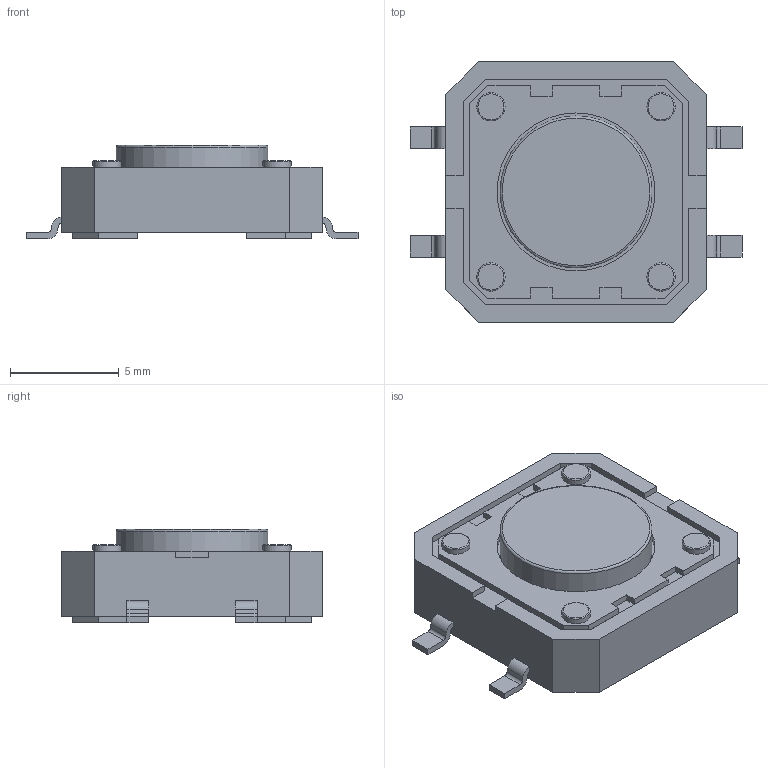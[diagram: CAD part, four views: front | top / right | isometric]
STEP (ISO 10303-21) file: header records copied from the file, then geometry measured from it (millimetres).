
FILE_DESCRIPTION(/* description */ ('model of SW_Push_1P1T_NO_CK_PTS125Sx43SMTR'),/* implementation_level */ '2;1');
FILE_NAME(/* name */ 'SW_Push_1P1T_NO_CK_PTS125Sx43SMTR.step',/* time_stamp */ '2020-10-28T17:47:39',/* author */ ('kicad StepUp','ksu'),/* organization */ ('FreeCAD'),/* preprocessor_version */ 'OCC',/* originating_system */ 'kicad StepUp',/* authorisation */ '');
FILE_SCHEMA(('AUTOMOTIVE_DESIGN { 1 0 10303 214 1 1 1 1 }'));
Length unit declared in the file: millimetre
Products named in the file (1): SW_Push_1P1T_NO_CK_PTS125Sx43SMTR
Bounding box: 15.3 x 12 x 4.3 mm (x, y, z)
Volume: 465.2 mm3; surface area: 509.9 mm2
Topology: 1 solids, 1 shells, 144 faces, 376 edges, 249 vertices
Faces by surface type: plane 117, cylinder 22, torus 5
Full cylindrical faces by diameter (mm): 1.3 x4, 7 x1, 7.28 x1
Entity records: 5397 total; most frequent: CARTESIAN_POINT 770, ORIENTED_EDGE 752, DIRECTION 720, EDGE_CURVE 376, LINE 322, VECTOR 322, VERTEX_POINT 249, AXIS2_PLACEMENT_3D 199
